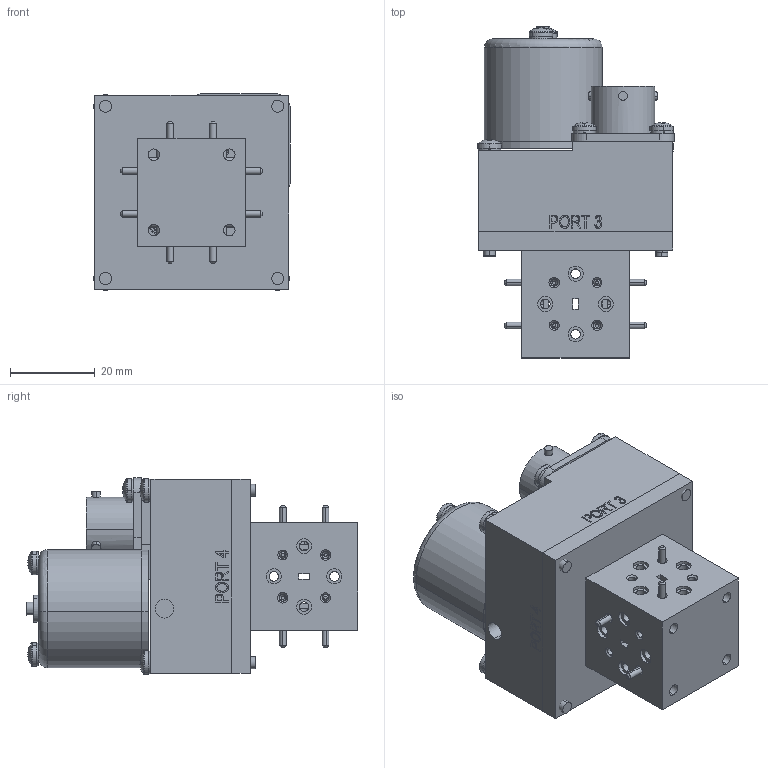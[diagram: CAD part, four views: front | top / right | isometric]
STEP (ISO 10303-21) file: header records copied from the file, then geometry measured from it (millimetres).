
FILE_DESCRIPTION (( 'STEP AP203' ), '1' );
FILE_NAME ('WR10 STD SMI.STEP', '2016-08-25T12:29:21', ( '' ), ( '' ), 'SwSTEP 2.0', 'SolidWorks 2016', '' );
FILE_SCHEMA (( 'CONFIG_CONTROL_DESIGN' ));
Length unit declared in the file: inch
Products named in the file (1): WR10 STD SMI
Bounding box: 46.39 x 78.28 x 46.39 mm (x, y, z)
Surface area: 20212.9 mm2 (no closed solid volume)
Topology: 0 solids, 108 shells, 629 faces, 2865 edges, 2364 vertices
Faces by surface type: plane 312, cylinder 207, cone 56, torus 34, sphere 16, bspline 4
Entity records: 35995 total; most frequent: CARTESIAN_POINT 13525, DIRECTION 4396, ORIENTED_EDGE 3917, EDGE_CURVE 2865, VERTEX_POINT 2364, LINE 1514, VECTOR 1514, AXIS2_PLACEMENT_3D 1441
